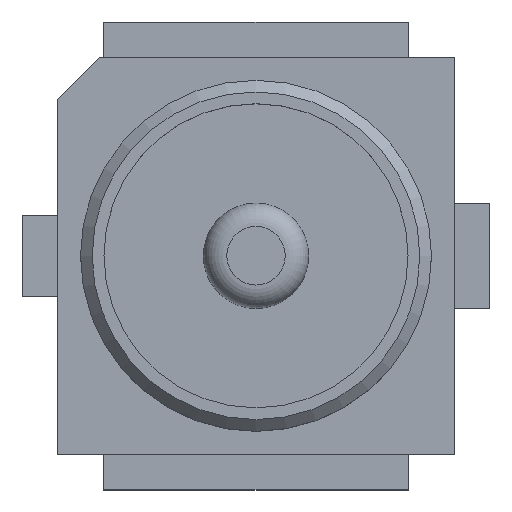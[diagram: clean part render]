
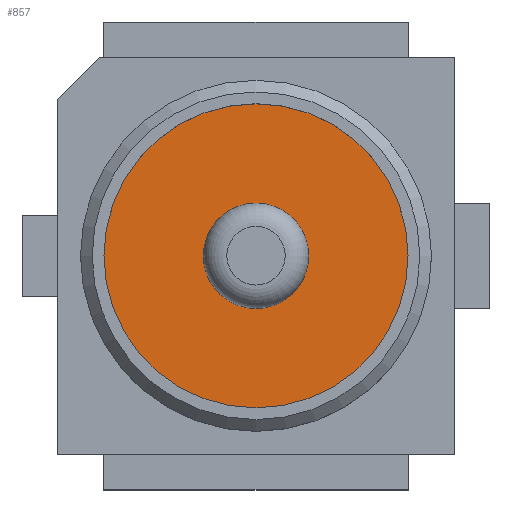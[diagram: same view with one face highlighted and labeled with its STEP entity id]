
A CAD part, top view. The second image highlights one B-rep face of the part: STEP entity #857.
In plain terms, the highlighted planar face has unit normal (0, 0, 1).
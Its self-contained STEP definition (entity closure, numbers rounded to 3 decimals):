
#15=FACE_BOUND('',#312,.T.);
#24=PLANE('',#940);
#264=FACE_OUTER_BOUND('',#311,.T.);
#311=EDGE_LOOP('',(#667));
#312=EDGE_LOOP('',(#668));
#352=CIRCLE('',#914,0.225);
#363=CIRCLE('',#931,0.65);
#376=VERTEX_POINT('',#1232);
#387=VERTEX_POINT('',#1266);
#455=EDGE_CURVE('',#376,#376,#352,.T.);
#473=EDGE_CURVE('',#387,#387,#363,.T.);
#667=ORIENTED_EDGE('',*,*,#473,.T.);
#668=ORIENTED_EDGE('',*,*,#455,.F.);
#857=ADVANCED_FACE('',(#264,#15),#24,.T.);
#914=AXIS2_PLACEMENT_3D('',#1233,#1004,#1005);
#931=AXIS2_PLACEMENT_3D('',#1268,#1045,#1046);
#940=AXIS2_PLACEMENT_3D('',#1350,#1104,#1105);
#1004=DIRECTION('center_axis',(0.,0.,1.));
#1005=DIRECTION('ref_axis',(1.,0.,0.));
#1045=DIRECTION('center_axis',(0.,0.,1.));
#1046=DIRECTION('ref_axis',(1.,0.,0.));
#1104=DIRECTION('center_axis',(0.,0.,1.));
#1105=DIRECTION('ref_axis',(1.,0.,0.));
#1232=CARTESIAN_POINT('',(0.225,0.,0.3));
#1233=CARTESIAN_POINT('Origin',(0.,0.,0.3));
#1266=CARTESIAN_POINT('',(0.65,0.,0.3));
#1268=CARTESIAN_POINT('Origin',(0.,0.,0.3));
#1350=CARTESIAN_POINT('Origin',(0.,0.,0.3));
